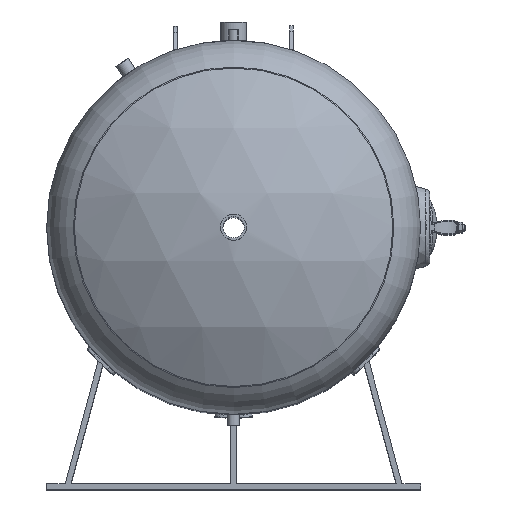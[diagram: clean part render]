
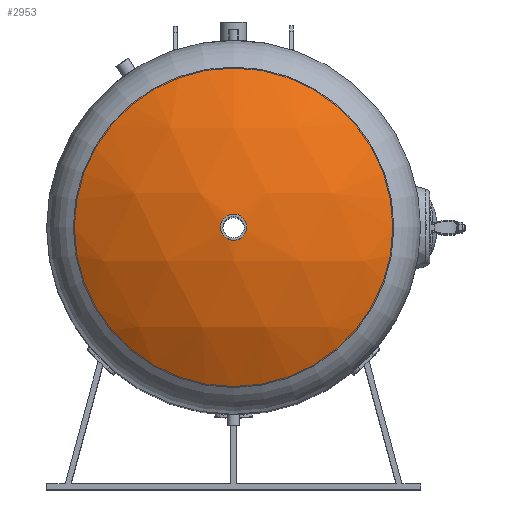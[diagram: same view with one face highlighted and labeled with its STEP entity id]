
A CAD part, top view. The second image highlights one B-rep face of the part: STEP entity #2953.
In plain terms, the highlighted spherical face has radius 800 mm.
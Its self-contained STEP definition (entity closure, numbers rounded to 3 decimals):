
#157=SPHERICAL_SURFACE('',#3193,800.);
#670=CIRCLE('',#3186,28.5);
#674=CIRCLE('',#3194,428.483);
#773=FACE_BOUND('',#1115,.T.);
#886=FACE_OUTER_BOUND('',#1114,.T.);
#1114=EDGE_LOOP('',(#2381));
#1115=EDGE_LOOP('',(#2382));
#1473=VERTEX_POINT('',#5899);
#1477=VERTEX_POINT('',#5911);
#1806=EDGE_CURVE('',#1473,#1473,#670,.T.);
#1810=EDGE_CURVE('',#1477,#1477,#674,.T.);
#2381=ORIENTED_EDGE('',*,*,#1810,.F.);
#2382=ORIENTED_EDGE('',*,*,#1806,.T.);
#2953=ADVANCED_FACE('',(#886,#773),#157,.T.);
#3186=AXIS2_PLACEMENT_3D('',#5900,#3708,#3709);
#3193=AXIS2_PLACEMENT_3D('',#5910,#3722,#3723);
#3194=AXIS2_PLACEMENT_3D('',#5912,#3724,#3725);
#3708=DIRECTION('center_axis',(0.,-1.,0.));
#3709=DIRECTION('ref_axis',(-1.,0.,0.));
#3722=DIRECTION('center_axis',(0.,0.,1.));
#3723=DIRECTION('ref_axis',(1.,0.,0.));
#3724=DIRECTION('center_axis',(0.,-1.,0.));
#3725=DIRECTION('ref_axis',(1.,0.,0.));
#5899=CARTESIAN_POINT('',(28.5,269.492,0.));
#5900=CARTESIAN_POINT('Origin',(0.,269.492,0.));
#5910=CARTESIAN_POINT('Origin',(0.,-530.,0.));
#5911=CARTESIAN_POINT('',(428.483,145.576,0.));
#5912=CARTESIAN_POINT('Origin',(0.,145.576,0.));
